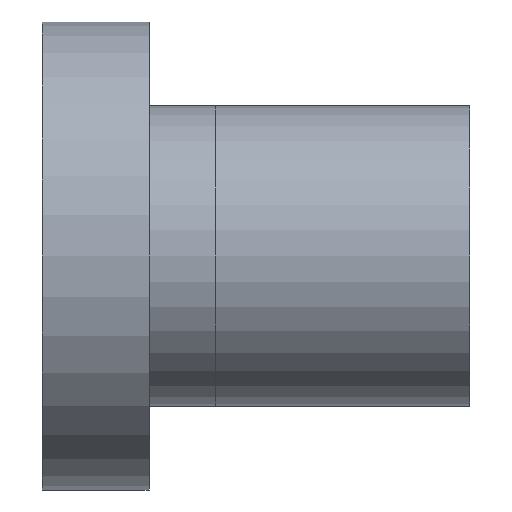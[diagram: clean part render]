
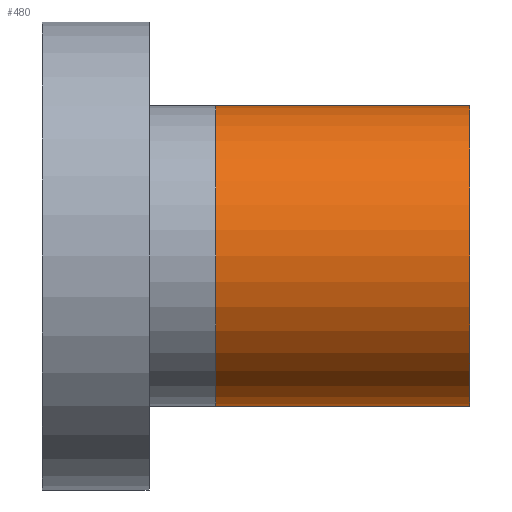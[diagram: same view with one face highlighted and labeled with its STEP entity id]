
A CAD part, front view. The second image highlights one B-rep face of the part: STEP entity #480.
In plain terms, the highlighted cylindrical face has radius 22.5 mm (diameter 45 mm), a partial arc.
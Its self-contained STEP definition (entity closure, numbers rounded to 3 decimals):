
#2 = DIRECTION ( 'NONE',  ( 0., 0., 1. ) ) ;
#32 = EDGE_CURVE ( 'NONE', #592, #198, #110, .T. ) ;
#59 = CIRCLE ( 'NONE', #516, 22.5 ) ;
#75 = EDGE_CURVE ( 'NONE', #796, #423, #401, .T. ) ;
#99 = CARTESIAN_POINT ( 'NONE',  ( -151.697, 0., -22.5 ) ) ;
#101 = CARTESIAN_POINT ( 'NONE',  ( -151.697, 0., 0. ) ) ;
#110 = LINE ( 'NONE', #99, #492 ) ;
#125 = CIRCLE ( 'NONE', #491, 22.5 ) ;
#160 = DIRECTION ( 'NONE',  ( 0., 0., 1. ) ) ;
#189 = EDGE_LOOP ( 'NONE', ( #628, #597, #649, #377 ) ) ;
#198 = VERTEX_POINT ( 'NONE', #512 ) ;
#256 = EDGE_CURVE ( 'NONE', #198, #423, #59, .T. ) ;
#318 = DIRECTION ( 'NONE',  ( -1., 0., 0. ) ) ;
#366 = DIRECTION ( 'NONE',  ( 0., 0., 1. ) ) ;
#372 = AXIS2_PLACEMENT_3D ( 'NONE', #101, #730, #160 ) ;
#377 = ORIENTED_EDGE ( 'NONE', *, *, #256, .F. ) ;
#384 = CARTESIAN_POINT ( 'NONE',  ( 9.788, 0., 0. ) ) ;
#401 = LINE ( 'NONE', #411, #435 ) ;
#411 = CARTESIAN_POINT ( 'NONE',  ( -151.697, 0., 22.5 ) ) ;
#415 = CARTESIAN_POINT ( 'NONE',  ( 47.788, 0., -22.5 ) ) ;
#423 = VERTEX_POINT ( 'NONE', #775 ) ;
#430 = CARTESIAN_POINT ( 'NONE',  ( 47.788, 0., 0. ) ) ;
#435 = VECTOR ( 'NONE', #523, 1000. ) ;
#480 = ADVANCED_FACE ( 'NONE', ( #717 ), #792, .T. ) ;
#491 = AXIS2_PLACEMENT_3D ( 'NONE', #430, #564, #366 ) ;
#492 = VECTOR ( 'NONE', #537, 1000. ) ;
#496 = CARTESIAN_POINT ( 'NONE',  ( 47.788, 0., 22.5 ) ) ;
#512 = CARTESIAN_POINT ( 'NONE',  ( 9.788, 0., -22.5 ) ) ;
#516 = AXIS2_PLACEMENT_3D ( 'NONE', #384, #318, #2 ) ;
#523 = DIRECTION ( 'NONE',  ( -1., 0., 0. ) ) ;
#537 = DIRECTION ( 'NONE',  ( -1., 0., 0. ) ) ;
#564 = DIRECTION ( 'NONE',  ( -1., 0., 0. ) ) ;
#592 = VERTEX_POINT ( 'NONE', #415 ) ;
#597 = ORIENTED_EDGE ( 'NONE', *, *, #816, .T. ) ;
#628 = ORIENTED_EDGE ( 'NONE', *, *, #32, .F. ) ;
#649 = ORIENTED_EDGE ( 'NONE', *, *, #75, .T. ) ;
#717 = FACE_OUTER_BOUND ( 'NONE', #189, .T. ) ;
#730 = DIRECTION ( 'NONE',  ( -1., 0., 0. ) ) ;
#775 = CARTESIAN_POINT ( 'NONE',  ( 9.788, 0., 22.5 ) ) ;
#792 = CYLINDRICAL_SURFACE ( 'NONE', #372, 22.5 ) ;
#796 = VERTEX_POINT ( 'NONE', #496 ) ;
#816 = EDGE_CURVE ( 'NONE', #592, #796, #125, .T. ) ;
